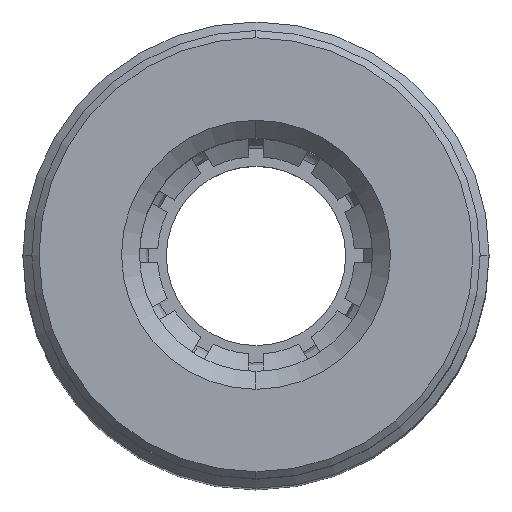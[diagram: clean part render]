
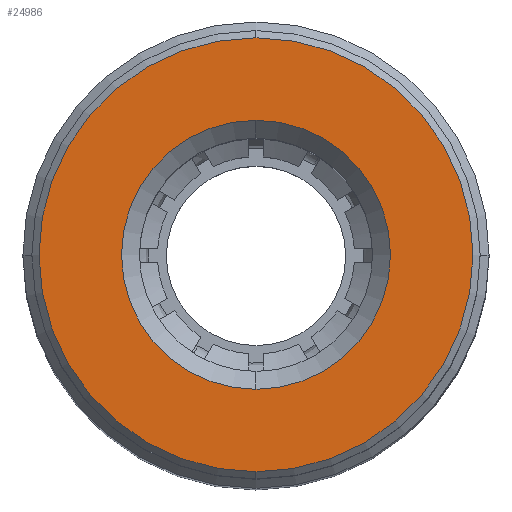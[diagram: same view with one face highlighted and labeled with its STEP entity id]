
A CAD part, top view. The second image highlights one B-rep face of the part: STEP entity #24986.
In plain terms, the highlighted planar face has unit normal (0, 0, 1).
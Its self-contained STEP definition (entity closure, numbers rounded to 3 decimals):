
#51 = EDGE_CURVE ( 'NONE', #9954, #14878, #26249, .T. ) ;
#1042 = EDGE_CURVE ( 'NONE', #2802, #18934, #9344, .T. ) ;
#1815 = AXIS2_PLACEMENT_3D ( 'NONE', #5649, #22022, #8012 ) ;
#2802 = VERTEX_POINT ( 'NONE', #15119 ) ;
#4118 = FACE_OUTER_BOUND ( 'NONE', #30203, .T. ) ;
#4537 = AXIS2_PLACEMENT_3D ( 'NONE', #22628, #8619, #24916 ) ;
#5649 = CARTESIAN_POINT ( 'NONE',  ( 5.517, 7.103, 17.109 ) ) ;
#7685 = DIRECTION ( 'NONE',  ( 0., 1., 0. ) ) ;
#8012 = DIRECTION ( 'NONE',  ( 0., 1., 0. ) ) ;
#8619 = DIRECTION ( 'NONE',  ( 0., 0., 1. ) ) ;
#8955 = ORIENTED_EDGE ( 'NONE', *, *, #51, .T. ) ;
#9198 = ORIENTED_EDGE ( 'NONE', *, *, #12424, .T. ) ;
#9344 = CIRCLE ( 'NONE', #16675, 6.05 ) ;
#9954 = VERTEX_POINT ( 'NONE', #27388 ) ;
#10455 = ORIENTED_EDGE ( 'NONE', *, *, #22539, .T. ) ;
#10457 = CARTESIAN_POINT ( 'NONE',  ( 5.517, 7.103, 17.109 ) ) ;
#12424 = EDGE_CURVE ( 'NONE', #18934, #2802, #16800, .T. ) ;
#12812 = DIRECTION ( 'NONE',  ( 0., -1., 0. ) ) ;
#13891 = CARTESIAN_POINT ( 'NONE',  ( 5.517, 1.053, 17.109 ) ) ;
#14251 = DIRECTION ( 'NONE',  ( 0., 0., 1. ) ) ;
#14878 = VERTEX_POINT ( 'NONE', #18462 ) ;
#15119 = CARTESIAN_POINT ( 'NONE',  ( 5.517, 13.153, 17.109 ) ) ;
#16049 = AXIS2_PLACEMENT_3D ( 'NONE', #22217, #22323, #22962 ) ;
#16498 = FACE_BOUND ( 'NONE', #20118, .T. ) ;
#16675 = AXIS2_PLACEMENT_3D ( 'NONE', #19113, #14251, #7685 ) ;
#16800 = CIRCLE ( 'NONE', #1815, 6.05 ) ;
#16838 = ORIENTED_EDGE ( 'NONE', *, *, #1042, .T. ) ;
#18462 = CARTESIAN_POINT ( 'NONE',  ( 5.517, 3.353, 17.109 ) ) ;
#18934 = VERTEX_POINT ( 'NONE', #13891 ) ;
#19113 = CARTESIAN_POINT ( 'NONE',  ( 5.517, 7.103, 17.109 ) ) ;
#20118 = EDGE_LOOP ( 'NONE', ( #10455, #8955 ) ) ;
#20507 = AXIS2_PLACEMENT_3D ( 'NONE', #10457, #26732, #12812 ) ;
#22022 = DIRECTION ( 'NONE',  ( 0., 0., 1. ) ) ;
#22217 = CARTESIAN_POINT ( 'NONE',  ( 5.517, 7.103, 17.109 ) ) ;
#22323 = DIRECTION ( 'NONE',  ( 0., 0., -1. ) ) ;
#22537 = PLANE ( 'NONE',  #4537 ) ;
#22539 = EDGE_CURVE ( 'NONE', #14878, #9954, #29158, .T. ) ;
#22628 = CARTESIAN_POINT ( 'NONE',  ( 5.517, 7.103, 17.109 ) ) ;
#22962 = DIRECTION ( 'NONE',  ( 0., -1., 0. ) ) ;
#24916 = DIRECTION ( 'NONE',  ( 0., -1., 0. ) ) ;
#24986 = ADVANCED_FACE ( 'NONE', ( #16498, #4118 ), #22537, .T. ) ;
#26249 = CIRCLE ( 'NONE', #16049, 3.75 ) ;
#26732 = DIRECTION ( 'NONE',  ( 0., 0., -1. ) ) ;
#27388 = CARTESIAN_POINT ( 'NONE',  ( 5.517, 10.853, 17.109 ) ) ;
#29158 = CIRCLE ( 'NONE', #20507, 3.75 ) ;
#30203 = EDGE_LOOP ( 'NONE', ( #16838, #9198 ) ) ;
